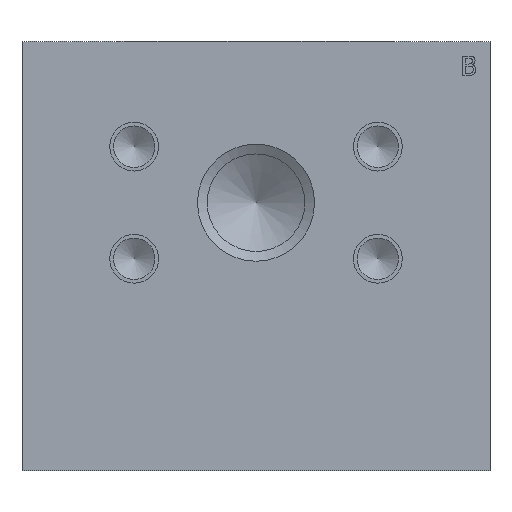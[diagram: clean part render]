
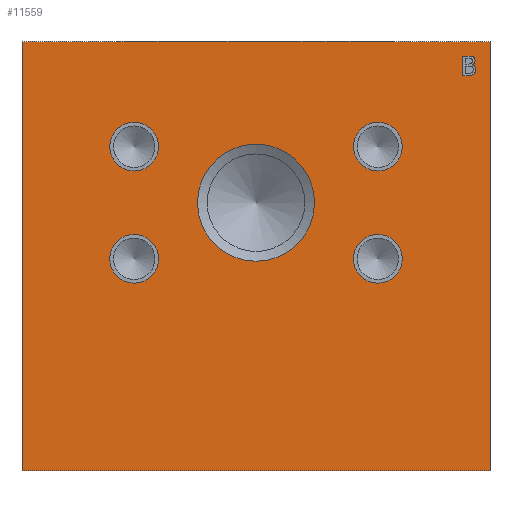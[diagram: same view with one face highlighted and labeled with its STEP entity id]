
A CAD part, front view. The second image highlights one B-rep face of the part: STEP entity #11559.
In plain terms, the highlighted planar face has unit normal (0, -1, 0).
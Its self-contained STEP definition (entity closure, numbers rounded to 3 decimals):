
#145=CIRCLE('',#12071,7.938);
#146=CIRCLE('',#12072,7.938);
#147=CIRCLE('',#12073,7.938);
#148=CIRCLE('',#12074,7.938);
#149=CIRCLE('',#12075,7.938);
#150=CIRCLE('',#12076,7.938);
#151=CIRCLE('',#12077,7.938);
#152=CIRCLE('',#12078,7.938);
#153=CIRCLE('',#12079,19.05);
#154=CIRCLE('',#12080,19.05);
#626=B_SPLINE_CURVE_WITH_KNOTS('',2,(#18779,#18780,#18781,#18782),
 .UNSPECIFIED.,.F.,.F.,(3,1,3),(0.,1.,2.),.UNSPECIFIED.);
#628=B_SPLINE_CURVE_WITH_KNOTS('',2,(#18806,#18807,#18808,#18809),
 .UNSPECIFIED.,.F.,.F.,(3,1,3),(0.,1.,2.),.UNSPECIFIED.);
#630=B_SPLINE_CURVE_WITH_KNOTS('',2,(#18825,#18826,#18827,#18828),
 .UNSPECIFIED.,.F.,.F.,(3,1,3),(0.,1.,2.),.UNSPECIFIED.);
#632=B_SPLINE_CURVE_WITH_KNOTS('',2,(#18844,#18845,#18846,#18847),
 .UNSPECIFIED.,.F.,.F.,(3,1,3),(0.,1.,2.),.UNSPECIFIED.);
#634=B_SPLINE_CURVE_WITH_KNOTS('',2,(#18881,#18882,#18883,#18884),
 .UNSPECIFIED.,.F.,.F.,(3,1,3),(0.,1.,2.),.UNSPECIFIED.);
#636=B_SPLINE_CURVE_WITH_KNOTS('',2,(#18899,#18900,#18901,#18902),
 .UNSPECIFIED.,.F.,.F.,(3,1,3),(0.,1.,2.),.UNSPECIFIED.);
#777=FACE_BOUND('',#1881,.T.);
#778=FACE_BOUND('',#1882,.T.);
#779=FACE_BOUND('',#1883,.T.);
#780=FACE_BOUND('',#1884,.T.);
#781=FACE_BOUND('',#1885,.T.);
#782=FACE_BOUND('',#1886,.T.);
#1250=FACE_OUTER_BOUND('',#1880,.T.);
#1880=EDGE_LOOP('',(#9371,#9372,#9373,#9374));
#1881=EDGE_LOOP('',(#9375,#9376,#9377,#9378,#9379,#9380,#9381,#9382,#9383,
#9384));
#1882=EDGE_LOOP('',(#9385,#9386));
#1883=EDGE_LOOP('',(#9387,#9388));
#1884=EDGE_LOOP('',(#9389,#9390));
#1885=EDGE_LOOP('',(#9391,#9392));
#1886=EDGE_LOOP('',(#9393,#9394));
#2481=LINE('',#17140,#3602);
#3045=LINE('',#18793,#4166);
#3051=LINE('',#18856,#4172);
#3054=LINE('',#18862,#4175);
#3057=LINE('',#18868,#4178);
#3061=LINE('',#18910,#4182);
#3062=LINE('',#18912,#4183);
#3063=LINE('',#18913,#4184);
#3602=VECTOR('',#13095,10.);
#4166=VECTOR('',#14065,10.);
#4172=VECTOR('',#14073,10.);
#4175=VECTOR('',#14078,10.);
#4178=VECTOR('',#14083,10.);
#4182=VECTOR('',#14091,10.);
#4183=VECTOR('',#14092,10.);
#4184=VECTOR('',#14093,10.);
#4702=VERTEX_POINT('',#17137);
#4703=VERTEX_POINT('',#17139);
#5121=VERTEX_POINT('',#18777);
#5122=VERTEX_POINT('',#18778);
#5125=VERTEX_POINT('',#18792);
#5127=VERTEX_POINT('',#18805);
#5129=VERTEX_POINT('',#18824);
#5131=VERTEX_POINT('',#18843);
#5133=VERTEX_POINT('',#18855);
#5135=VERTEX_POINT('',#18861);
#5137=VERTEX_POINT('',#18867);
#5139=VERTEX_POINT('',#18880);
#5141=VERTEX_POINT('',#18909);
#5142=VERTEX_POINT('',#18911);
#5143=VERTEX_POINT('',#18914);
#5144=VERTEX_POINT('',#18915);
#5145=VERTEX_POINT('',#18918);
#5146=VERTEX_POINT('',#18919);
#5147=VERTEX_POINT('',#18922);
#5148=VERTEX_POINT('',#18923);
#5149=VERTEX_POINT('',#18926);
#5150=VERTEX_POINT('',#18927);
#5151=VERTEX_POINT('',#18930);
#5152=VERTEX_POINT('',#18931);
#5990=EDGE_CURVE('',#4702,#4703,#2481,.T.);
#6614=EDGE_CURVE('',#5121,#5122,#626,.T.);
#6618=EDGE_CURVE('',#5125,#5121,#3045,.T.);
#6621=EDGE_CURVE('',#5127,#5125,#628,.T.);
#6624=EDGE_CURVE('',#5129,#5127,#630,.T.);
#6627=EDGE_CURVE('',#5131,#5129,#632,.T.);
#6630=EDGE_CURVE('',#5133,#5131,#3051,.T.);
#6633=EDGE_CURVE('',#5135,#5133,#3054,.T.);
#6636=EDGE_CURVE('',#5137,#5135,#3057,.T.);
#6639=EDGE_CURVE('',#5139,#5137,#634,.T.);
#6642=EDGE_CURVE('',#5122,#5139,#636,.T.);
#6644=EDGE_CURVE('',#4702,#5141,#3061,.T.);
#6645=EDGE_CURVE('',#5141,#5142,#3062,.T.);
#6646=EDGE_CURVE('',#4703,#5142,#3063,.T.);
#6647=EDGE_CURVE('',#5143,#5144,#145,.T.);
#6648=EDGE_CURVE('',#5144,#5143,#146,.T.);
#6649=EDGE_CURVE('',#5145,#5146,#147,.T.);
#6650=EDGE_CURVE('',#5146,#5145,#148,.T.);
#6651=EDGE_CURVE('',#5147,#5148,#149,.T.);
#6652=EDGE_CURVE('',#5148,#5147,#150,.T.);
#6653=EDGE_CURVE('',#5149,#5150,#151,.T.);
#6654=EDGE_CURVE('',#5150,#5149,#152,.T.);
#6655=EDGE_CURVE('',#5151,#5152,#153,.T.);
#6656=EDGE_CURVE('',#5152,#5151,#154,.T.);
#9371=ORIENTED_EDGE('',*,*,#6644,.T.);
#9372=ORIENTED_EDGE('',*,*,#6645,.T.);
#9373=ORIENTED_EDGE('',*,*,#6646,.F.);
#9374=ORIENTED_EDGE('',*,*,#5990,.F.);
#9375=ORIENTED_EDGE('',*,*,#6614,.T.);
#9376=ORIENTED_EDGE('',*,*,#6642,.T.);
#9377=ORIENTED_EDGE('',*,*,#6639,.T.);
#9378=ORIENTED_EDGE('',*,*,#6636,.T.);
#9379=ORIENTED_EDGE('',*,*,#6633,.T.);
#9380=ORIENTED_EDGE('',*,*,#6630,.T.);
#9381=ORIENTED_EDGE('',*,*,#6627,.T.);
#9382=ORIENTED_EDGE('',*,*,#6624,.T.);
#9383=ORIENTED_EDGE('',*,*,#6621,.T.);
#9384=ORIENTED_EDGE('',*,*,#6618,.T.);
#9385=ORIENTED_EDGE('',*,*,#6647,.T.);
#9386=ORIENTED_EDGE('',*,*,#6648,.T.);
#9387=ORIENTED_EDGE('',*,*,#6649,.T.);
#9388=ORIENTED_EDGE('',*,*,#6650,.T.);
#9389=ORIENTED_EDGE('',*,*,#6651,.T.);
#9390=ORIENTED_EDGE('',*,*,#6652,.T.);
#9391=ORIENTED_EDGE('',*,*,#6653,.T.);
#9392=ORIENTED_EDGE('',*,*,#6654,.T.);
#9393=ORIENTED_EDGE('',*,*,#6655,.T.);
#9394=ORIENTED_EDGE('',*,*,#6656,.T.);
#10663=PLANE('',#12070);
#11559=ADVANCED_FACE('',(#1250,#777,#778,#779,#780,#781,#782),#10663,.T.);
#12070=AXIS2_PLACEMENT_3D('',#18908,#14089,#14090);
#12071=AXIS2_PLACEMENT_3D('',#18916,#14094,#14095);
#12072=AXIS2_PLACEMENT_3D('',#18917,#14096,#14097);
#12073=AXIS2_PLACEMENT_3D('',#18920,#14098,#14099);
#12074=AXIS2_PLACEMENT_3D('',#18921,#14100,#14101);
#12075=AXIS2_PLACEMENT_3D('',#18924,#14102,#14103);
#12076=AXIS2_PLACEMENT_3D('',#18925,#14104,#14105);
#12077=AXIS2_PLACEMENT_3D('',#18928,#14106,#14107);
#12078=AXIS2_PLACEMENT_3D('',#18929,#14108,#14109);
#12079=AXIS2_PLACEMENT_3D('',#18932,#14110,#14111);
#12080=AXIS2_PLACEMENT_3D('',#18933,#14112,#14113);
#13095=DIRECTION('',(0.,0.,1.));
#14065=DIRECTION('',(0.,0.,-1.));
#14073=DIRECTION('',(1.,0.,0.));
#14078=DIRECTION('',(0.,0.,1.));
#14083=DIRECTION('',(-1.,0.,0.));
#14089=DIRECTION('center_axis',(0.,-1.,0.));
#14090=DIRECTION('ref_axis',(1.,0.,0.));
#14091=DIRECTION('',(1.,0.,0.));
#14092=DIRECTION('',(0.,0.,1.));
#14093=DIRECTION('',(1.,0.,0.));
#14094=DIRECTION('center_axis',(0.,1.,0.));
#14095=DIRECTION('ref_axis',(1.,0.,0.));
#14096=DIRECTION('center_axis',(0.,1.,0.));
#14097=DIRECTION('ref_axis',(1.,0.,0.));
#14098=DIRECTION('center_axis',(0.,1.,0.));
#14099=DIRECTION('ref_axis',(1.,0.,0.));
#14100=DIRECTION('center_axis',(0.,1.,0.));
#14101=DIRECTION('ref_axis',(1.,0.,0.));
#14102=DIRECTION('center_axis',(0.,1.,0.));
#14103=DIRECTION('ref_axis',(1.,0.,0.));
#14104=DIRECTION('center_axis',(0.,1.,0.));
#14105=DIRECTION('ref_axis',(1.,0.,0.));
#14106=DIRECTION('center_axis',(0.,1.,0.));
#14107=DIRECTION('ref_axis',(1.,0.,0.));
#14108=DIRECTION('center_axis',(0.,1.,0.));
#14109=DIRECTION('ref_axis',(1.,0.,0.));
#14110=DIRECTION('center_axis',(0.,1.,0.));
#14111=DIRECTION('ref_axis',(1.,0.,0.));
#14112=DIRECTION('center_axis',(0.,1.,0.));
#14113=DIRECTION('ref_axis',(1.,0.,0.));
#17137=CARTESIAN_POINT('',(0.,0.,0.));
#17139=CARTESIAN_POINT('',(0.,0.,139.7));
#17140=CARTESIAN_POINT('',(0.,0.,0.));
#18777=CARTESIAN_POINT('',(146.637,0.,132.118));
#18778=CARTESIAN_POINT('',(147.825,0.,130.538));
#18779=CARTESIAN_POINT('Ctrl Pts',(146.637,0.,132.118));
#18780=CARTESIAN_POINT('Ctrl Pts',(147.203,0.,131.963));
#18781=CARTESIAN_POINT('Ctrl Pts',(147.825,0.,131.145));
#18782=CARTESIAN_POINT('Ctrl Pts',(147.825,0.,130.538));
#18792=CARTESIAN_POINT('',(146.637,0.,132.148));
#18793=CARTESIAN_POINT('',(146.637,0.,66.074));
#18805=CARTESIAN_POINT('',(147.527,0.,133.507));
#18806=CARTESIAN_POINT('Ctrl Pts',(147.527,0.,133.507));
#18807=CARTESIAN_POINT('Ctrl Pts',(147.527,0.,133.059));
#18808=CARTESIAN_POINT('Ctrl Pts',(147.053,0.,132.349));
#18809=CARTESIAN_POINT('Ctrl Pts',(146.637,0.,132.148));
#18824=CARTESIAN_POINT('',(146.868,0.,134.68));
#18825=CARTESIAN_POINT('Ctrl Pts',(146.868,0.,134.68));
#18826=CARTESIAN_POINT('Ctrl Pts',(147.213,0.,134.5));
#18827=CARTESIAN_POINT('Ctrl Pts',(147.527,0.,133.908));
#18828=CARTESIAN_POINT('Ctrl Pts',(147.527,0.,133.507));
#18843=CARTESIAN_POINT('',(145.201,0.,134.937));
#18844=CARTESIAN_POINT('Ctrl Pts',(145.201,0.,134.937));
#18845=CARTESIAN_POINT('Ctrl Pts',(145.88,0.,134.937));
#18846=CARTESIAN_POINT('Ctrl Pts',(146.559,0.,134.85));
#18847=CARTESIAN_POINT('Ctrl Pts',(146.868,0.,134.68));
#18855=CARTESIAN_POINT('',(143.518,0.,134.937));
#18856=CARTESIAN_POINT('',(71.759,0.,134.937));
#18861=CARTESIAN_POINT('',(143.518,0.,128.588));
#18862=CARTESIAN_POINT('',(143.518,0.,64.294));
#18867=CARTESIAN_POINT('',(145.34,0.,128.588));
#18868=CARTESIAN_POINT('',(72.67,0.,128.588));
#18880=CARTESIAN_POINT('',(147.167,0.,129.102));
#18881=CARTESIAN_POINT('Ctrl Pts',(147.167,0.,129.102));
#18882=CARTESIAN_POINT('Ctrl Pts',(146.806,0.,128.824));
#18883=CARTESIAN_POINT('Ctrl Pts',(145.988,0.,128.588));
#18884=CARTESIAN_POINT('Ctrl Pts',(145.34,0.,128.588));
#18899=CARTESIAN_POINT('Ctrl Pts',(147.825,0.,130.538));
#18900=CARTESIAN_POINT('Ctrl Pts',(147.825,0.,130.064));
#18901=CARTESIAN_POINT('Ctrl Pts',(147.465,0.,129.339));
#18902=CARTESIAN_POINT('Ctrl Pts',(147.167,0.,129.102));
#18908=CARTESIAN_POINT('Origin',(0.,0.,0.));
#18909=CARTESIAN_POINT('',(152.4,0.,0.));
#18910=CARTESIAN_POINT('',(0.,0.,0.));
#18911=CARTESIAN_POINT('',(152.4,0.,139.7));
#18912=CARTESIAN_POINT('',(152.4,0.,0.));
#18913=CARTESIAN_POINT('',(0.,0.,139.7));
#18914=CARTESIAN_POINT('',(123.812,0.,105.461));
#18915=CARTESIAN_POINT('',(107.937,0.,105.461));
#18916=CARTESIAN_POINT('Origin',(115.875,0.,105.461));
#18917=CARTESIAN_POINT('Origin',(115.875,0.,105.461));
#18918=CARTESIAN_POINT('',(44.463,0.,68.936));
#18919=CARTESIAN_POINT('',(28.588,0.,68.936));
#18920=CARTESIAN_POINT('Origin',(36.525,0.,68.936));
#18921=CARTESIAN_POINT('Origin',(36.525,0.,68.936));
#18922=CARTESIAN_POINT('',(123.812,0.,68.936));
#18923=CARTESIAN_POINT('',(107.937,0.,68.936));
#18924=CARTESIAN_POINT('Origin',(115.875,0.,68.936));
#18925=CARTESIAN_POINT('Origin',(115.875,0.,68.936));
#18926=CARTESIAN_POINT('',(44.463,0.,105.461));
#18927=CARTESIAN_POINT('',(28.588,0.,105.461));
#18928=CARTESIAN_POINT('Origin',(36.525,0.,105.461));
#18929=CARTESIAN_POINT('Origin',(36.525,0.,105.461));
#18930=CARTESIAN_POINT('',(95.25,0.,87.198));
#18931=CARTESIAN_POINT('',(57.15,0.,87.198));
#18932=CARTESIAN_POINT('Origin',(76.2,0.,87.198));
#18933=CARTESIAN_POINT('Origin',(76.2,0.,87.198));
